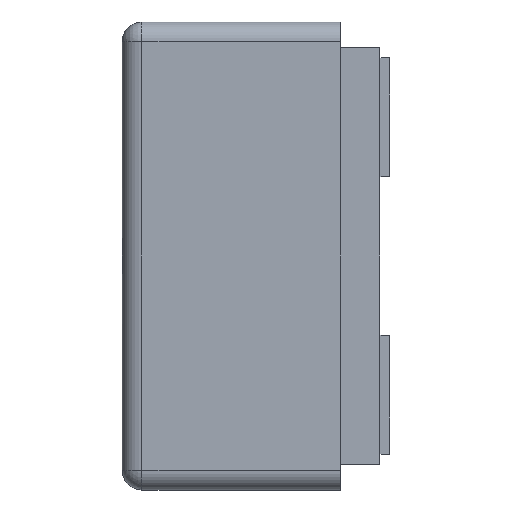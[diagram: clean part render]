
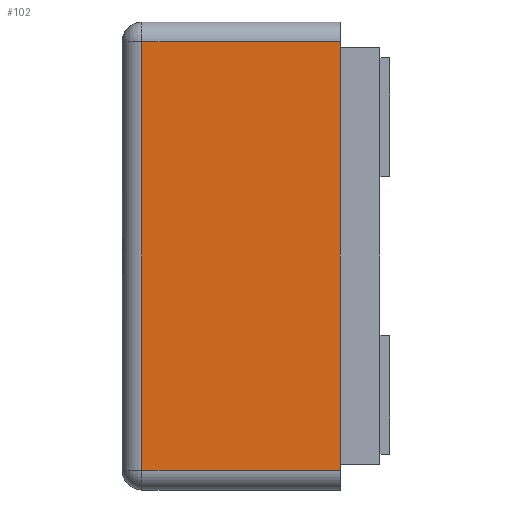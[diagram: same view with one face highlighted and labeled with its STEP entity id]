
A CAD part, left-side view. The second image highlights one B-rep face of the part: STEP entity #102.
In plain terms, the highlighted planar face has unit normal (-1, 0, 0).
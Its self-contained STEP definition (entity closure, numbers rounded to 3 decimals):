
#102 = ADVANCED_FACE ( 'NONE', ( #1181 ), #1899, .F. ) ;
#295 = EDGE_CURVE ( 'NONE', #2314, #1380, #2309, .T. ) ;
#381 = CARTESIAN_POINT ( 'NONE',  ( -1.97, 1.2, -1.18 ) ) ;
#593 = CARTESIAN_POINT ( 'NONE',  ( -1.97, 0.2, -1.08 ) ) ;
#642 = EDGE_LOOP ( 'NONE', ( #3146, #2662, #2492, #1064 ) ) ;
#714 = EDGE_CURVE ( 'NONE', #1380, #3061, #2087, .T. ) ;
#862 = CARTESIAN_POINT ( 'NONE',  ( -1.97, 1.2, 1.08 ) ) ;
#923 = CARTESIAN_POINT ( 'NONE',  ( -1.97, 1.3, -1.08 ) ) ;
#1062 = VECTOR ( 'NONE', #2054, 1000. ) ;
#1064 = ORIENTED_EDGE ( 'NONE', *, *, #295, .T. ) ;
#1068 = VECTOR ( 'NONE', #2543, 1000. ) ;
#1181 = FACE_OUTER_BOUND ( 'NONE', #642, .T. ) ;
#1380 = VERTEX_POINT ( 'NONE', #3039 ) ;
#1423 = CARTESIAN_POINT ( 'NONE',  ( -1.97, 1.2, -1.08 ) ) ;
#1556 = VECTOR ( 'NONE', #2394, 1000. ) ;
#1559 = CARTESIAN_POINT ( 'NONE',  ( -1.97, 0.2, -1.18 ) ) ;
#1785 = EDGE_CURVE ( 'NONE', #3061, #2950, #2106, .T. ) ;
#1899 = PLANE ( 'NONE',  #2156 ) ;
#1910 = VECTOR ( 'NONE', #2123, 1000. ) ;
#1952 = DIRECTION ( 'NONE',  ( 0., 0., -1. ) ) ;
#2054 = DIRECTION ( 'NONE',  ( 0., 0., 1. ) ) ;
#2087 = LINE ( 'NONE', #381, #1556 ) ;
#2106 = LINE ( 'NONE', #923, #1910 ) ;
#2123 = DIRECTION ( 'NONE',  ( 0., -1., 0. ) ) ;
#2156 = AXIS2_PLACEMENT_3D ( 'NONE', #3166, #2859, #1952 ) ;
#2309 = LINE ( 'NONE', #862, #1068 ) ;
#2314 = VERTEX_POINT ( 'NONE', #2485 ) ;
#2315 = LINE ( 'NONE', #1559, #1062 ) ;
#2394 = DIRECTION ( 'NONE',  ( 0., 0., -1. ) ) ;
#2485 = CARTESIAN_POINT ( 'NONE',  ( -1.97, 0.2, 1.08 ) ) ;
#2492 = ORIENTED_EDGE ( 'NONE', *, *, #2721, .T. ) ;
#2543 = DIRECTION ( 'NONE',  ( 0., 1., 0. ) ) ;
#2662 = ORIENTED_EDGE ( 'NONE', *, *, #1785, .T. ) ;
#2721 = EDGE_CURVE ( 'NONE', #2950, #2314, #2315, .T. ) ;
#2859 = DIRECTION ( 'NONE',  ( 1., 0., 0. ) ) ;
#2950 = VERTEX_POINT ( 'NONE', #593 ) ;
#3039 = CARTESIAN_POINT ( 'NONE',  ( -1.97, 1.2, 1.08 ) ) ;
#3061 = VERTEX_POINT ( 'NONE', #1423 ) ;
#3146 = ORIENTED_EDGE ( 'NONE', *, *, #714, .T. ) ;
#3166 = CARTESIAN_POINT ( 'NONE',  ( -1.97, 1.3, -1.18 ) ) ;
